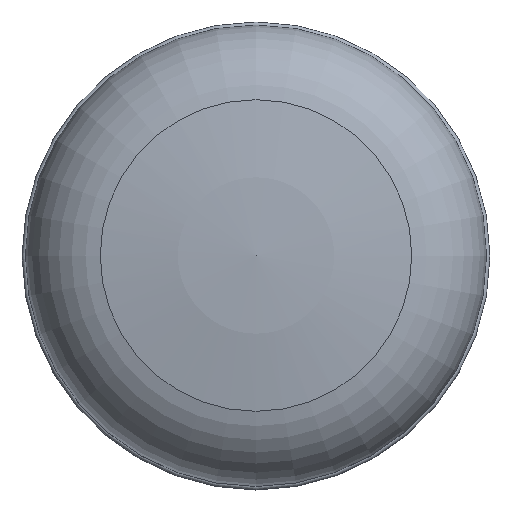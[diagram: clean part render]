
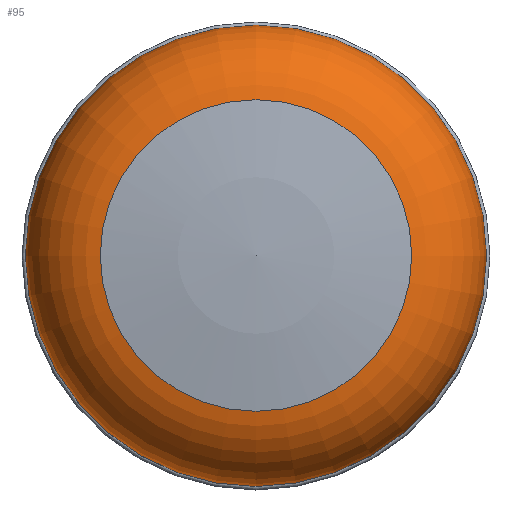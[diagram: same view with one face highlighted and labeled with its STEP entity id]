
A CAD part, top view. The second image highlights one B-rep face of the part: STEP entity #95.
In plain terms, the highlighted toroidal (fillet/blend) face has major radius 12.5 mm and minor radius 8 mm.
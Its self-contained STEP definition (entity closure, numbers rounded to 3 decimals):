
#18=FACE_BOUND($,#39,.T.);
#25=TOROIDAL_SURFACE($,#108,12.5,8.);
#29=FACE_OUTER_BOUND($,#38,.T.);
#38=EDGE_LOOP($,(#78));
#39=EDGE_LOOP($,(#79));
#53=CIRCLE($,#107,13.851);
#54=CIRCLE($,#109,20.5);
#61=VERTEX_POINT($,#161);
#62=VERTEX_POINT($,#164);
#69=EDGE_CURVE($,#61,#61,#53,.T.);
#70=EDGE_CURVE($,#62,#62,#54,.T.);
#78=ORIENTED_EDGE($,*,*,#69,.T.);
#79=ORIENTED_EDGE($,*,*,#70,.F.);
#95=ADVANCED_FACE($,(#29,#18),#25,.T.);
#107=AXIS2_PLACEMENT_3D($,#162,#127,#128);
#108=AXIS2_PLACEMENT_3D($,#163,#129,#130);
#109=AXIS2_PLACEMENT_3D($,#165,#131,#132);
#127=DIRECTION('center_axis',(0.,0.,-1.));
#128=DIRECTION('ref_axis',(-1.,0.,0.));
#129=DIRECTION('center_axis',(0.,0.,-1.));
#130=DIRECTION('ref_axis',(-1.,0.,0.));
#131=DIRECTION('center_axis',(0.,0.,-1.));
#132=DIRECTION('ref_axis',(-1.,0.,0.));
#161=CARTESIAN_POINT('',(-13.851,0.,29.822));
#162=CARTESIAN_POINT('Origin',(0.,0.,29.822));
#163=CARTESIAN_POINT('Origin',(0.,0.,21.937));
#164=CARTESIAN_POINT('',(0.,-20.5,21.937));
#165=CARTESIAN_POINT('Origin',(0.,0.,21.937));
